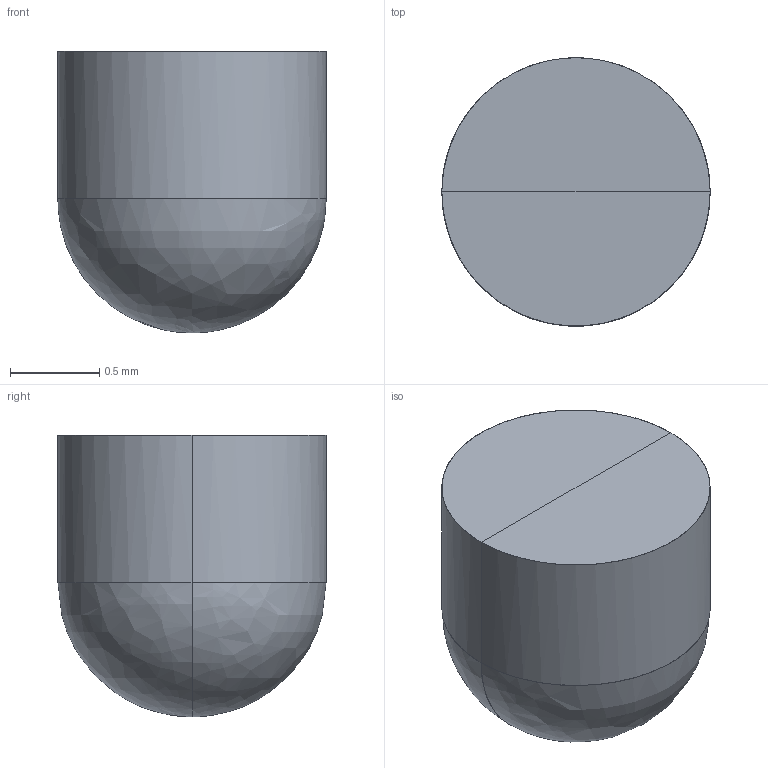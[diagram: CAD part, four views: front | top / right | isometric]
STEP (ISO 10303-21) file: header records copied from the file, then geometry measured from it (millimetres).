
FILE_DESCRIPTION(/* description */ (''),/* implementation_level */ '2;1');
FILE_NAME(/*name*/ 'VHPK 2 015 051 04 L100',/*time_stamp*/'2016-9-26T11:10:22',/*author*/ ('ISBE GmbH'),/*organization*/ ('ISBE GmbH'),/*preprocessor_version*/ 'STEP IO v1.0',/*originating_system*/ '',/*authorisation*/ '');
FILE_SCHEMA (('AUTOMOTIVE_DESIGN'));
Length unit declared in the file: millimetre
Products named in the file (1): Document
Bounding box: 1.5 x 1.5 x 1.57 mm (x, y, z)
Surface area: 9.2 mm2 (no closed solid volume)
Topology: 0 solids, 6 shells, 6 faces, 26 edges, 24 vertices
Faces by surface type: bspline 6
Entity records: 234 total; most frequent: CARTESIAN_POINT 102, VERTEX_POINT 20, EDGE_CURVE 20, ORIENTED_EDGE 20, DIRECTION 8, EDGE_LOOP 6, FACE_OUTER_BOUND 6, ADVANCED_FACE 6
